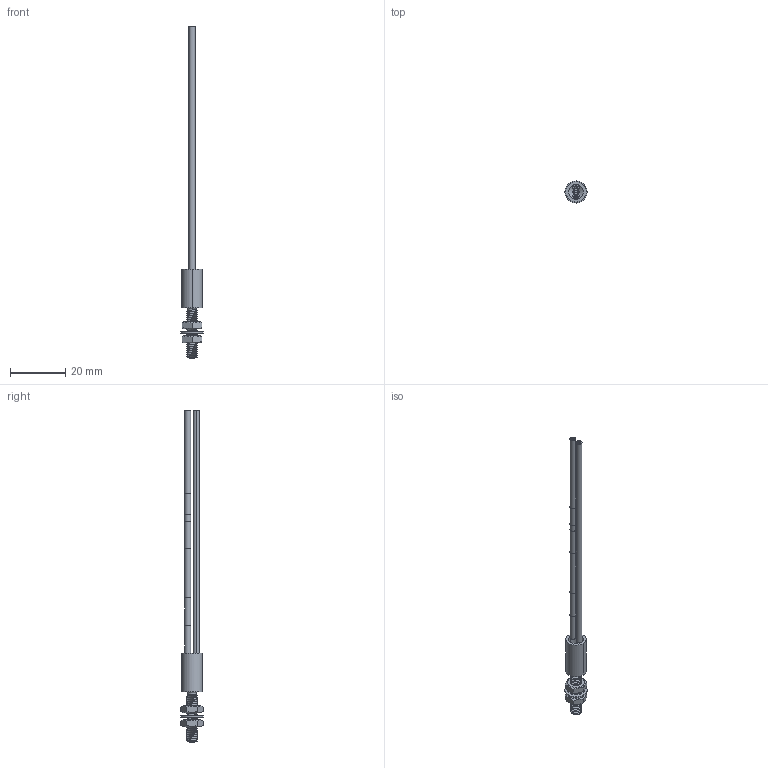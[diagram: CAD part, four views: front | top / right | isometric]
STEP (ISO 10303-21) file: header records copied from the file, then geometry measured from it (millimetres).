
FILE_DESCRIPTION((''),'2;1');
FILE_NAME('188697_ASM','2016-01-12T',('pdmadmin'),(''),'PRO/ENGINEER BY PARAMETRIC TECHNOLOGY CORPORATION, 2013230','PRO/ENGINEER BY PARAMETRIC TECHNOLOGY CORPORATION, 2013230','');
FILE_SCHEMA(('CONFIG_CONTROL_DESIGN'));
Length unit declared in the file: inch
Products named in the file (8): 39239; 10140; 10143; 40845; 40844; FIBER_CORE16X010_-25_1X_040; 69566_ASM; 188697_ASM
Assembly tree (9 placements, depth 3):
  188697_ASM
    69566_ASM
      39239
      10140  x2
      10143
      40845
      40844  x2
      FIBER_CORE16X010_-25_1X_040
Bounding box: 8 x 8.08 x 119.66 mm (x, y, z)
Volume: 1219.6 mm3; surface area: 5122.7 mm2
Topology: 31 solids, 35 shells, 333 faces, 755 edges, 492 vertices
Faces by surface type: cylinder 174, plane 125, bspline 22, cone 10, torus 2
Entity records: 12948 total; most frequent: CARTESIAN_POINT 6031, DIRECTION 1419, ORIENTED_EDGE 1358, EDGE_CURVE 683, AXIS2_PLACEMENT_3D 565, VERTEX_POINT 448, EDGE_LOOP 321, FACE_OUTER_BOUND 301
